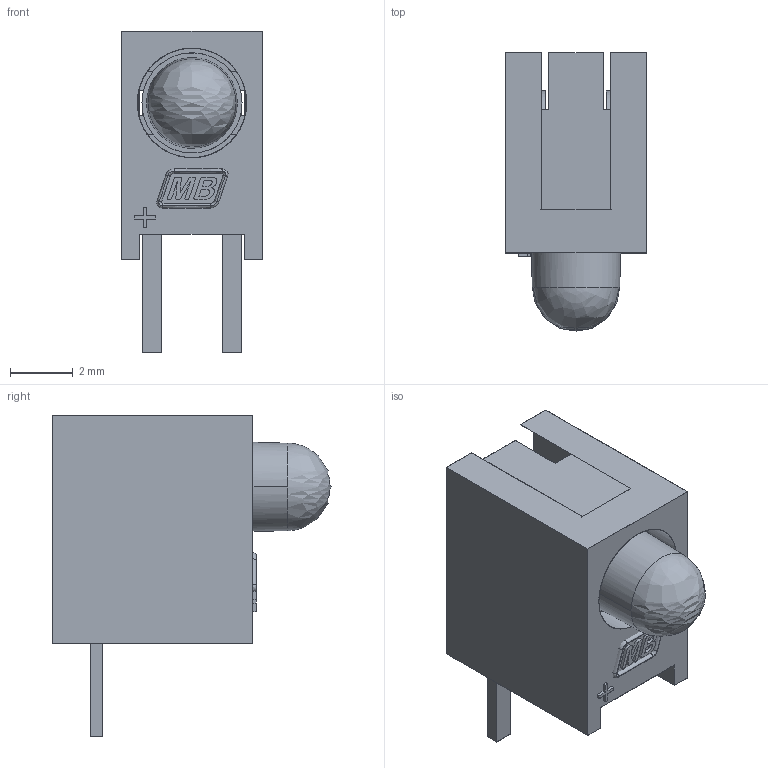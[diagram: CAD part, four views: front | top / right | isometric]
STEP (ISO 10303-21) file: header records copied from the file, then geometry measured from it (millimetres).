
FILE_DESCRIPTION(/* description */ (''),/* implementation_level */ '2;1');
FILE_NAME(/* name */ 'LE54C4~1',/* time_stamp */ '2022-03-02T12:33:47+01:00',/* author */ (''),/* organization */ (''),/* preprocessor_version */ 'ST-DEVELOPER v16.5',/* originating_system */ '',/* authorisation */ '');
FILE_SCHEMA (('AUTOMOTIVE_DESIGN'));
Length unit declared in the file: millimetre
Products named in the file (1): Document
Bounding box: 4.5 x 8.9 x 10.3 mm (x, y, z)
Volume: 168.6 mm3; surface area: 419.4 mm2
Topology: 6 solids, 156 shells, 416 faces, 1302 edges, 1039 vertices
Faces by surface type: bspline 311, plane 105
Entity records: 17044 total; most frequent: CARTESIAN_POINT 9260, ORIENTED_EDGE 1770, EDGE_CURVE 1300, VERTEX_POINT 1039, EDGE_LOOP 423, ADVANCED_FACE 416, FACE_OUTER_BOUND 416, B_SPLINE_CURVE_WITH_KNOTS 341
